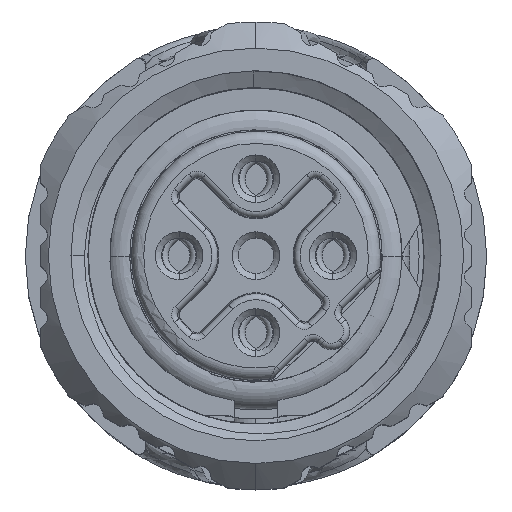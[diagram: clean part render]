
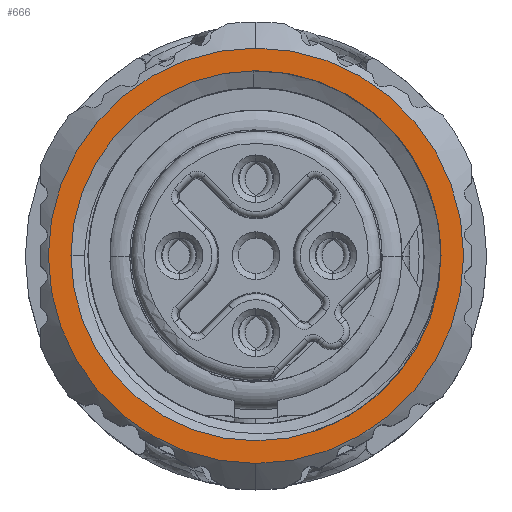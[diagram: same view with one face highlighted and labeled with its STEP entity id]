
A CAD part, top view. The second image highlights one B-rep face of the part: STEP entity #666.
In plain terms, the highlighted planar face has unit normal (0, 0, 1).
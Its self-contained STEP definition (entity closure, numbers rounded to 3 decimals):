
#418=FACE_BOUND('',#2296,.T.);
#419=FACE_BOUND('',#2297,.T.);
#666=ADVANCED_FACE('',(#418,#419),#1247,.F.);
#1247=PLANE('',#12785);
#2296=EDGE_LOOP('',(#5033,#5034));
#2297=EDGE_LOOP('',(#5035,#5036));
#3125=CIRCLE('',#12778,6.015);
#3126=CIRCLE('',#12781,6.015);
#3127=CIRCLE('',#12783,6.75);
#3128=CIRCLE('',#12784,6.75);
#5033=ORIENTED_EDGE('',*,*,#9845,.F.);
#5034=ORIENTED_EDGE('',*,*,#9860,.T.);
#5035=ORIENTED_EDGE('',*,*,#9861,.F.);
#5036=ORIENTED_EDGE('',*,*,#9862,.F.);
#8423=VERTEX_POINT('',#20100);
#8424=VERTEX_POINT('',#20102);
#8434=VERTEX_POINT('',#20660);
#8435=VERTEX_POINT('',#20661);
#9845=EDGE_CURVE('',#8423,#8424,#3125,.T.);
#9860=EDGE_CURVE('',#8423,#8424,#3126,.T.);
#9861=EDGE_CURVE('',#8434,#8435,#3127,.T.);
#9862=EDGE_CURVE('',#8435,#8434,#3128,.T.);
#12778=AXIS2_PLACEMENT_3D('',#20101,#14841,#14842);
#12781=AXIS2_PLACEMENT_3D('',#20657,#14848,#14849);
#12783=AXIS2_PLACEMENT_3D('',#20659,#14852,#14853);
#12784=AXIS2_PLACEMENT_3D('',#20662,#14854,#14855);
#12785=AXIS2_PLACEMENT_3D('',#20663,#14856,#14857);
#14841=DIRECTION('',(0.,0.,1.));
#14842=DIRECTION('',(1.,0.,0.));
#14848=DIRECTION('',(0.,0.,-1.));
#14849=DIRECTION('',(1.,0.,0.));
#14852=DIRECTION('',(0.,0.,-1.));
#14853=DIRECTION('',(0.,-1.,0.));
#14854=DIRECTION('',(0.,0.,-1.));
#14855=DIRECTION('',(0.,1.,0.));
#14856=DIRECTION('',(0.,0.,-1.));
#14857=DIRECTION('',(1.,0.,0.));
#20100=CARTESIAN_POINT('',(6.015,0.,0.));
#20101=CARTESIAN_POINT('',(0.,0.,0.));
#20102=CARTESIAN_POINT('',(-6.015,0.,0.));
#20657=CARTESIAN_POINT('',(0.,0.,0.));
#20659=CARTESIAN_POINT('',(0.,0.,0.));
#20660=CARTESIAN_POINT('',(0.,-6.75,0.));
#20661=CARTESIAN_POINT('',(0.,6.75,0.));
#20662=CARTESIAN_POINT('',(0.,0.,0.));
#20663=CARTESIAN_POINT('',(0.,0.,0.));
